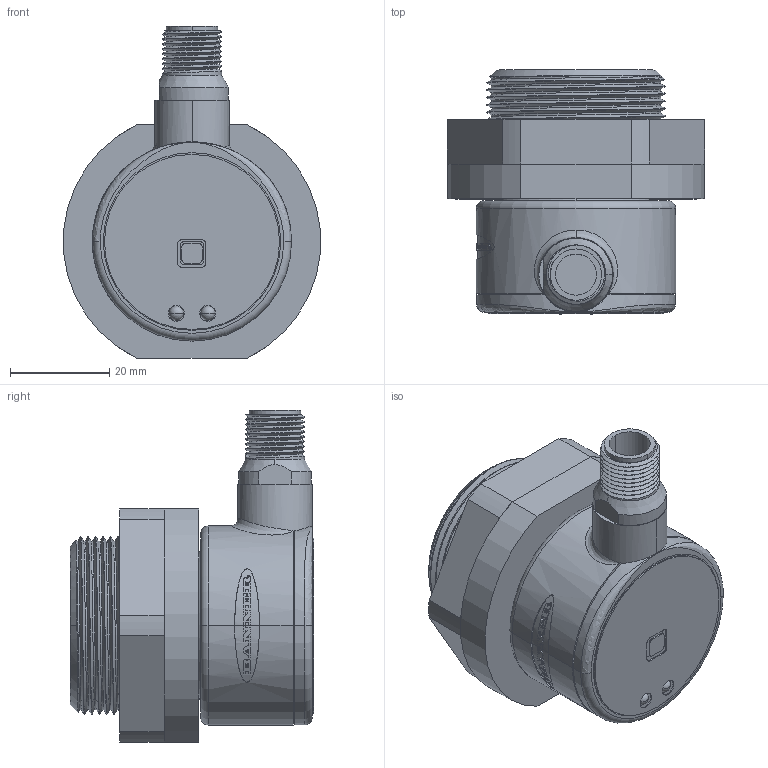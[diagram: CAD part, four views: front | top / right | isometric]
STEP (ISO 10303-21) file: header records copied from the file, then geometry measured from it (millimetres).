
FILE_DESCRIPTION((''),'2;1');
FILE_NAME('188686_ASM','2016-01-14T',('pdmadmin'),(''),'PRO/ENGINEER BY PARAMETRIC TECHNOLOGY CORPORATION, 2013230','PRO/ENGINEER BY PARAMETRIC TECHNOLOGY CORPORATION, 2013230','');
FILE_SCHEMA(('CONFIG_CONTROL_DESIGN'));
Products named in the file (16): 63232_AF0; 53062; 53062_MATCHING_LAYER; 53062_ASM; 70682_AF0_ASM; 53886_AF0; 119872; 119874; 05105_CPREP_AF0; 05175_AF0; 33185_AF0; 41089_AF0; 56044_AF0_ASM; 53887; 69966; 188686_ASM
Assembly tree (15 placements, depth 4):
  188686_ASM
    70682_AF0_ASM
      63232_AF0
      53062_ASM
        53062
        53062_MATCHING_LAYER
    53886_AF0
    119872
    119874
    05105_CPREP_AF0
    05175_AF0
    56044_AF0_ASM
      33185_AF0
      41089_AF0
    53887
    69966
Bounding box: 51.98 x 49.21 x 66.97 mm (x, y, z)
Volume: 34962.8 mm3; surface area: 43885.2 mm2
Topology: 12 solids, 13 shells, 695 faces, 1820 edges, 1190 vertices
Faces by surface type: cylinder 389, plane 207, bspline 58, cone 22, torus 13, sphere 4, extrusion 2
Entity records: 40753 total; most frequent: CARTESIAN_POINT 24218, ORIENTED_EDGE 3624, DIRECTION 2988, EDGE_CURVE 1814, VERTEX_POINT 1190, AXIS2_PLACEMENT_3D 1126, EDGE_LOOP 771, VECTOR 736
